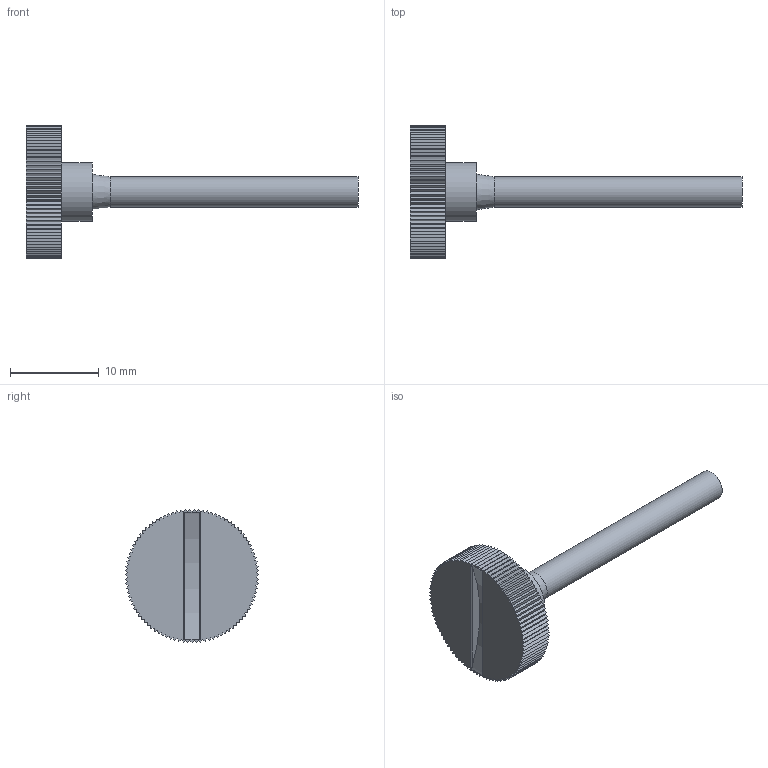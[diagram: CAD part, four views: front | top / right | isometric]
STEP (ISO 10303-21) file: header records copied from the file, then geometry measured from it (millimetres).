
FILE_DESCRIPTION(/* description */ (''),/* implementation_level */ '2;1');
FILE_NAME(/* name */ '22003100_RD.stp',/* time_stamp */ '2015-04-28T09:39:30+02:00',/* author */ ('kleemann'),/* organization */ ('Fa. Bopla'),/* preprocessor_version */ 'ST-DEVELOPER v15.6',/* originating_system */ 'Autodesk Inventor 2015',/* authorisation */ '');
FILE_SCHEMA (('AUTOMOTIVE_DESIGN { 1 0 10303 214 3 1 1 }'));
Length unit declared in the file: millimetre
Products named in the file (1): SHR R M4X30X15_3DSYM
Bounding box: 37.5 x 15.1 x 15.1 mm (x, y, z)
Volume: 1074.9 mm3; surface area: 1036.8 mm2
Topology: 1 solids, 1 shells, 202 faces, 590 edges, 393 vertices
Faces by surface type: plane 196, cylinder 5, cone 1
Full cylindrical faces by diameter (mm): 3.45 x1, 6.65 x1
Entity records: 6590 total; most frequent: CARTESIAN_POINT 1219, ORIENTED_EDGE 1174, DIRECTION 996, EDGE_CURVE 587, LINE 576, VECTOR 576, VERTEX_POINT 393, AXIS2_PLACEMENT_3D 210
